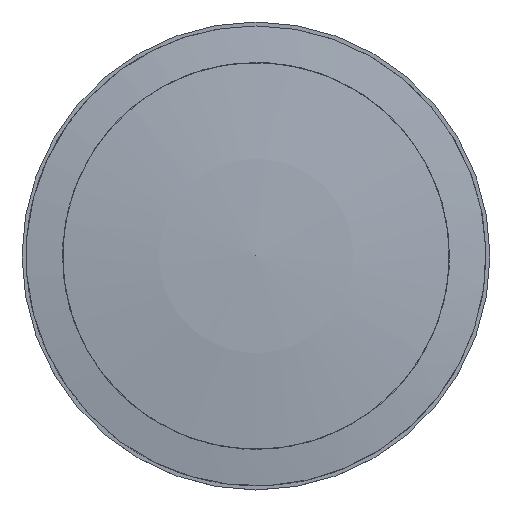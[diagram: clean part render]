
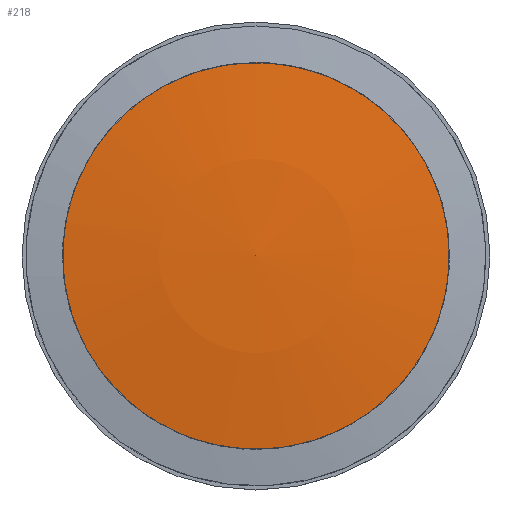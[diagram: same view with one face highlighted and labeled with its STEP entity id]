
A CAD part, top view. The second image highlights one B-rep face of the part: STEP entity #218.
In plain terms, the highlighted toroidal (fillet/blend) face has major radius 3.151 mm and minor radius 842.9 mm.
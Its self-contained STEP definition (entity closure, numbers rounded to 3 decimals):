
#19 = CARTESIAN_POINT ( 'NONE',  ( 105.195, 0., 63.41 ) ) ;
#23 = EDGE_CURVE ( 'NONE', #154, #154, #184, .T. ) ;
#56 = EDGE_LOOP ( 'NONE', ( #93 ) ) ;
#77 = CARTESIAN_POINT ( 'NONE',  ( 0., 0., 63.41 ) ) ;
#93 = ORIENTED_EDGE ( 'NONE', *, *, #23, .F. ) ;
#154 = VERTEX_POINT ( 'NONE', #19 ) ;
#156 = DIRECTION ( 'NONE',  ( 0., 0., 1. ) ) ;
#182 = TOROIDAL_SURFACE ( 'NONE', #208, -3.151, 842.9 ) ;
#184 = CIRCLE ( 'NONE', #240, 105.195 ) ;
#194 = FACE_OUTER_BOUND ( 'NONE', #56, .T. ) ;
#208 = AXIS2_PLACEMENT_3D ( 'NONE', #255, #156, #256 ) ;
#218 = ADVANCED_FACE ( 'NONE', ( #194 ), #182, .T. ) ;
#240 = AXIS2_PLACEMENT_3D ( 'NONE', #77, #247, #242 ) ;
#242 = DIRECTION ( 'NONE',  ( 1., 0., 0. ) ) ;
#247 = DIRECTION ( 'NONE',  ( 0., 0., -1. ) ) ;
#255 = CARTESIAN_POINT ( 'NONE',  ( 0., 0., -772.498 ) ) ;
#256 = DIRECTION ( 'NONE',  ( -1., 0., 0. ) ) ;
